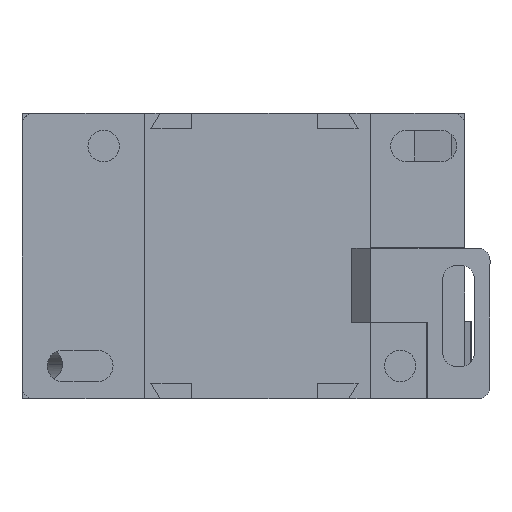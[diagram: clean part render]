
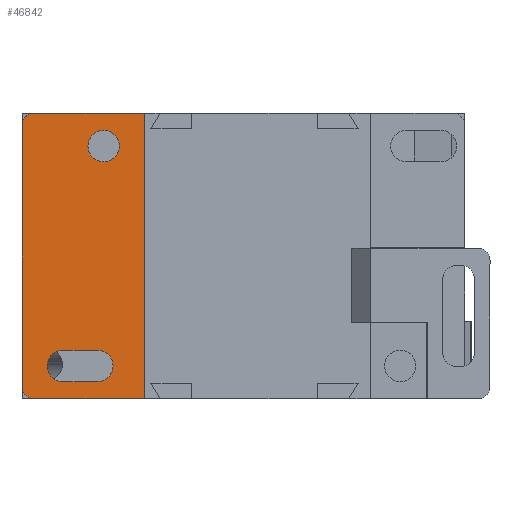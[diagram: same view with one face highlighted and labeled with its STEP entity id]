
A CAD part, front view. The second image highlights one B-rep face of the part: STEP entity #46842.
In plain terms, the highlighted planar face has unit normal (0, -1, 0).
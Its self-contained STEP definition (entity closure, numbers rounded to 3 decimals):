
#140 = EDGE_CURVE ( 'NONE', #23454, #23762, #21103, .T. ) ;
#541 = EDGE_CURVE ( 'NONE', #23762, #33350, #6539, .T. ) ;
#618 = EDGE_CURVE ( 'NONE', #37648, #54232, #34937, .T. ) ;
#811 = CARTESIAN_POINT ( 'NONE',  ( -27., 0., 17.5 ) ) ;
#865 = AXIS2_PLACEMENT_3D ( 'NONE', #43780, #43727, #43716 ) ;
#931 = EDGE_LOOP ( 'NONE', ( #7287, #19368, #25256, #33581, #36283, #20475 ) ) ;
#1266 = AXIS2_PLACEMENT_3D ( 'NONE', #2320, #2132, #2251 ) ;
#1413 = EDGE_CURVE ( 'NONE', #54232, #37648, #27967, .T. ) ;
#1751 = EDGE_CURVE ( 'NONE', #4762, #21620, #17394, .T. ) ;
#1759 = EDGE_CURVE ( 'NONE', #51379, #30023, #32608, .T. ) ;
#2132 = DIRECTION ( 'NONE',  ( 0., -1., 0. ) ) ;
#2251 = DIRECTION ( 'NONE',  ( -1., 0., 0. ) ) ;
#2320 = CARTESIAN_POINT ( 'NONE',  ( -31., 0., -17.5 ) ) ;
#2452 = AXIS2_PLACEMENT_3D ( 'NONE', #53766, #28667, #3352 ) ;
#2510 = VERTEX_POINT ( 'NONE', #34394 ) ;
#2720 = DIRECTION ( 'NONE',  ( 0., 0., 1. ) ) ;
#2787 = CARTESIAN_POINT ( 'NONE',  ( -37.5, 0., -22.75 ) ) ;
#3308 = CARTESIAN_POINT ( 'NONE',  ( -25.5, 0., -20. ) ) ;
#3352 = DIRECTION ( 'NONE',  ( 1., 0., 0. ) ) ;
#4304 = LINE ( 'NONE', #33201, #15532 ) ;
#4731 = DIRECTION ( 'NONE',  ( 0., -1., 0. ) ) ;
#4762 = VERTEX_POINT ( 'NONE', #9470 ) ;
#5099 = CARTESIAN_POINT ( 'NONE',  ( -18., 0., -22.75 ) ) ;
#5429 = VERTEX_POINT ( 'NONE', #16907 ) ;
#5617 = EDGE_LOOP ( 'NONE', ( #46834, #20330 ) ) ;
#6539 = LINE ( 'NONE', #31092, #50026 ) ;
#7287 = ORIENTED_EDGE ( 'NONE', *, *, #31275, .T. ) ;
#7613 = CIRCLE ( 'NONE', #41893, 2. ) ;
#9470 = CARTESIAN_POINT ( 'NONE',  ( -37.5, 0., -20.75 ) ) ;
#10238 = VECTOR ( 'NONE', #33735, 1000. ) ;
#11913 = DIRECTION ( 'NONE',  ( 0., -1., 0. ) ) ;
#11977 = DIRECTION ( 'NONE',  ( -1., 0., 0. ) ) ;
#12033 = CARTESIAN_POINT ( 'NONE',  ( -24.5, 0., 17.5 ) ) ;
#12378 = PLANE ( 'NONE',  #34196 ) ;
#13245 = EDGE_CURVE ( 'NONE', #4762, #23569, #17886, .T. ) ;
#13298 = EDGE_CURVE ( 'NONE', #30023, #23454, #37715, .T. ) ;
#13962 = AXIS2_PLACEMENT_3D ( 'NONE', #28478, #28360, #28294 ) ;
#14832 = VECTOR ( 'NONE', #34641, 1000. ) ;
#14854 = CARTESIAN_POINT ( 'NONE',  ( -31., 0., -15. ) ) ;
#15089 = CARTESIAN_POINT ( 'NONE',  ( -18., 0., -22.75 ) ) ;
#15532 = VECTOR ( 'NONE', #37259, 1000. ) ;
#16463 = CARTESIAN_POINT ( 'NONE',  ( -25.5, 0., -20. ) ) ;
#16618 = DIRECTION ( 'NONE',  ( 1., 0., 0. ) ) ;
#16746 = CARTESIAN_POINT ( 'NONE',  ( -18., 0., 22.75 ) ) ;
#16907 = CARTESIAN_POINT ( 'NONE',  ( -35.5, 0., 22.75 ) ) ;
#17394 = LINE ( 'NONE', #2787, #28614 ) ;
#17886 = CIRCLE ( 'NONE', #2452, 2. ) ;
#18031 = ORIENTED_EDGE ( 'NONE', *, *, #1759, .F. ) ;
#18518 = FACE_BOUND ( 'NONE', #5617, .T. ) ;
#19368 = ORIENTED_EDGE ( 'NONE', *, *, #31357, .T. ) ;
#19948 = ORIENTED_EDGE ( 'NONE', *, *, #140, .F. ) ;
#20330 = ORIENTED_EDGE ( 'NONE', *, *, #1413, .F. ) ;
#20475 = ORIENTED_EDGE ( 'NONE', *, *, #31521, .F. ) ;
#20686 = CARTESIAN_POINT ( 'NONE',  ( -18., 0., -22.75 ) ) ;
#21103 = CIRCLE ( 'NONE', #865, 2.5 ) ;
#21620 = VERTEX_POINT ( 'NONE', #30857 ) ;
#23454 = VERTEX_POINT ( 'NONE', #3308 ) ;
#23569 = VERTEX_POINT ( 'NONE', #37682 ) ;
#23760 = CARTESIAN_POINT ( 'NONE',  ( -31., 0., -17.5 ) ) ;
#23762 = VERTEX_POINT ( 'NONE', #43740 ) ;
#25256 = ORIENTED_EDGE ( 'NONE', *, *, #31434, .T. ) ;
#26328 = ORIENTED_EDGE ( 'NONE', *, *, #13298, .F. ) ;
#27967 = CIRCLE ( 'NONE', #54103, 2.5 ) ;
#28001 = DIRECTION ( 'NONE',  ( -1., 0., 0. ) ) ;
#28294 = DIRECTION ( 'NONE',  ( -1., 0., 0. ) ) ;
#28360 = DIRECTION ( 'NONE',  ( 0., -1., 0. ) ) ;
#28478 = CARTESIAN_POINT ( 'NONE',  ( -24.5, 0., 17.5 ) ) ;
#28614 = VECTOR ( 'NONE', #2720, 1000. ) ;
#28667 = DIRECTION ( 'NONE',  ( 0., -1., 0. ) ) ;
#28757 = EDGE_LOOP ( 'NONE', ( #30664, #19948, #26328, #18031, #40311 ) ) ;
#29727 = FACE_BOUND ( 'NONE', #28757, .T. ) ;
#29975 = VERTEX_POINT ( 'NONE', #15089 ) ;
#30016 = CARTESIAN_POINT ( 'NONE',  ( -35.5, 0., 20.75 ) ) ;
#30023 = VERTEX_POINT ( 'NONE', #48971 ) ;
#30664 = ORIENTED_EDGE ( 'NONE', *, *, #541, .F. ) ;
#30857 = CARTESIAN_POINT ( 'NONE',  ( -37.5, 0., 20.75 ) ) ;
#30952 = DIRECTION ( 'NONE',  ( -1., 0., 0. ) ) ;
#31092 = CARTESIAN_POINT ( 'NONE',  ( -25.5, 0., -15. ) ) ;
#31275 = EDGE_CURVE ( 'NONE', #29975, #2510, #4304, .T. ) ;
#31357 = EDGE_CURVE ( 'NONE', #2510, #5429, #35368, .T. ) ;
#31434 = EDGE_CURVE ( 'NONE', #5429, #21620, #7613, .T. ) ;
#31521 = EDGE_CURVE ( 'NONE', #29975, #23569, #37331, .T. ) ;
#32608 = CIRCLE ( 'NONE', #1266, 2.5 ) ;
#33201 = CARTESIAN_POINT ( 'NONE',  ( -18., 0., -22.75 ) ) ;
#33350 = VERTEX_POINT ( 'NONE', #14854 ) ;
#33581 = ORIENTED_EDGE ( 'NONE', *, *, #1751, .F. ) ;
#33735 = DIRECTION ( 'NONE',  ( -1., 0., 0. ) ) ;
#34196 = AXIS2_PLACEMENT_3D ( 'NONE', #20686, #41954, #16618 ) ;
#34280 = DIRECTION ( 'NONE',  ( 1., 0., 0. ) ) ;
#34394 = CARTESIAN_POINT ( 'NONE',  ( -18., 0., 22.75 ) ) ;
#34641 = DIRECTION ( 'NONE',  ( -1., 0., 0. ) ) ;
#34937 = CIRCLE ( 'NONE', #13962, 2.5 ) ;
#35368 = LINE ( 'NONE', #16746, #10238 ) ;
#36283 = ORIENTED_EDGE ( 'NONE', *, *, #13245, .T. ) ;
#37119 = CIRCLE ( 'NONE', #45824, 2.5 ) ;
#37259 = DIRECTION ( 'NONE',  ( 0., 0., 1. ) ) ;
#37331 = LINE ( 'NONE', #5099, #14832 ) ;
#37648 = VERTEX_POINT ( 'NONE', #811 ) ;
#37682 = CARTESIAN_POINT ( 'NONE',  ( -35.5, 0., -22.75 ) ) ;
#37715 = LINE ( 'NONE', #16463, #39041 ) ;
#39041 = VECTOR ( 'NONE', #46003, 1000. ) ;
#39670 = FACE_OUTER_BOUND ( 'NONE', #931, .T. ) ;
#40311 = ORIENTED_EDGE ( 'NONE', *, *, #45909, .F. ) ;
#41893 = AXIS2_PLACEMENT_3D ( 'NONE', #30016, #4731, #34280 ) ;
#41954 = DIRECTION ( 'NONE',  ( 0., 1., 0. ) ) ;
#43716 = DIRECTION ( 'NONE',  ( -1., 0., 0. ) ) ;
#43727 = DIRECTION ( 'NONE',  ( 0., -1., 0. ) ) ;
#43740 = CARTESIAN_POINT ( 'NONE',  ( -25.5, 0., -15. ) ) ;
#43780 = CARTESIAN_POINT ( 'NONE',  ( -25.5, 0., -17.5 ) ) ;
#45824 = AXIS2_PLACEMENT_3D ( 'NONE', #23760, #53121, #28001 ) ;
#45909 = EDGE_CURVE ( 'NONE', #33350, #51379, #37119, .T. ) ;
#46003 = DIRECTION ( 'NONE',  ( 1., 0., 0. ) ) ;
#46834 = ORIENTED_EDGE ( 'NONE', *, *, #618, .F. ) ;
#46842 = ADVANCED_FACE ( 'NONE', ( #39670, #29727, #18518 ), #12378, .F. ) ;
#48971 = CARTESIAN_POINT ( 'NONE',  ( -31., 0., -20. ) ) ;
#50026 = VECTOR ( 'NONE', #30952, 1000. ) ;
#50927 = CARTESIAN_POINT ( 'NONE',  ( -33.5, 0., -17.5 ) ) ;
#51379 = VERTEX_POINT ( 'NONE', #50927 ) ;
#53121 = DIRECTION ( 'NONE',  ( 0., -1., 0. ) ) ;
#53330 = CARTESIAN_POINT ( 'NONE',  ( -22., 0., 17.5 ) ) ;
#53766 = CARTESIAN_POINT ( 'NONE',  ( -35.5, 0., -20.75 ) ) ;
#54103 = AXIS2_PLACEMENT_3D ( 'NONE', #12033, #11913, #11977 ) ;
#54232 = VERTEX_POINT ( 'NONE', #53330 ) ;
